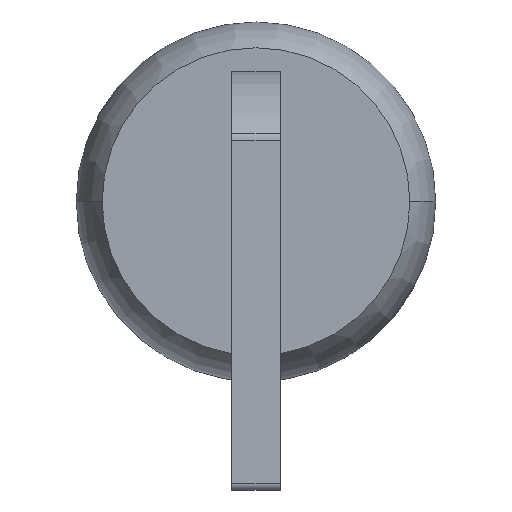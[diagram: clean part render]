
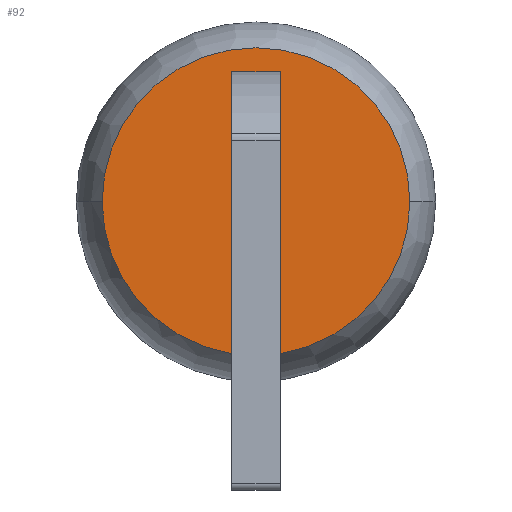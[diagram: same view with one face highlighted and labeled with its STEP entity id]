
A CAD part, top view. The second image highlights one B-rep face of the part: STEP entity #92.
In plain terms, the highlighted planar face has unit normal (0, 0, 1).
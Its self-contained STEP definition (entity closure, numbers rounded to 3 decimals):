
#92=ADVANCED_FACE('',(#186,#187),#188,.T.);
#186=FACE_BOUND('',#324,.T.);
#187=FACE_OUTER_BOUND('',#325,.T.);
#188=PLANE('',#326);
#324=EDGE_LOOP('',(#622,#623,#624,#625,#626,#627,#628,#629));
#325=EDGE_LOOP('',(#630,#631,#632));
#326=AXIS2_PLACEMENT_3D('',#633,#634,#635);
#622=ORIENTED_EDGE('',*,*,#1011,.T.);
#623=ORIENTED_EDGE('',*,*,#1029,.T.);
#624=ORIENTED_EDGE('',*,*,#1006,.T.);
#625=ORIENTED_EDGE('',*,*,#994,.T.);
#626=ORIENTED_EDGE('',*,*,#998,.T.);
#627=ORIENTED_EDGE('',*,*,#1001,.T.);
#628=ORIENTED_EDGE('',*,*,#1005,.T.);
#629=ORIENTED_EDGE('',*,*,#1028,.T.);
#630=ORIENTED_EDGE('',*,*,#960,.T.);
#631=ORIENTED_EDGE('',*,*,#1039,.T.);
#632=ORIENTED_EDGE('',*,*,#961,.T.);
#633=CARTESIAN_POINT('',(0.,6.398,11.0));
#634=DIRECTION('',(0.,0.,1.0));
#635=DIRECTION('',(0.,1.0,0.));
#960=EDGE_CURVE('',#1140,#1138,#1141,.T.);
#961=EDGE_CURVE('',#1132,#1140,#1142,.T.);
#994=EDGE_CURVE('',#1206,#1207,#1208,.T.);
#998=EDGE_CURVE('',#1207,#1213,#1214,.T.);
#1001=EDGE_CURVE('',#1213,#1218,#1219,.T.);
#1005=EDGE_CURVE('',#1218,#1222,#1224,.T.);
#1006=EDGE_CURVE('',#1225,#1206,#1226,.T.);
#1011=EDGE_CURVE('',#1228,#1233,#1235,.T.);
#1028=EDGE_CURVE('',#1222,#1228,#1260,.T.);
#1029=EDGE_CURVE('',#1233,#1225,#1261,.T.);
#1039=EDGE_CURVE('',#1138,#1132,#1275,.T.);
#1132=VERTEX_POINT('',#1424);
#1138=VERTEX_POINT('',#1430);
#1140=VERTEX_POINT('',#1432);
#1141=CIRCLE('',#1433,12.796);
#1142=CIRCLE('',#1434,12.796);
#1206=VERTEX_POINT('',#1514);
#1207=VERTEX_POINT('',#1515);
#1208=LINE('',#1516,#1517);
#1213=VERTEX_POINT('',#1523);
#1214=LINE('',#1524,#1525);
#1218=VERTEX_POINT('',#1530);
#1219=LINE('',#1531,#1532);
#1222=VERTEX_POINT('',#1536);
#1224=LINE('',#1538,#1539);
#1225=VERTEX_POINT('',#1540);
#1226=LINE('',#1541,#1542);
#1228=VERTEX_POINT('',#1544);
#1233=VERTEX_POINT('',#1550);
#1235=LINE('',#1552,#1553);
#1260=LINE('',#1586,#1587);
#1261=LINE('',#1588,#1589);
#1275=CIRCLE('',#1609,12.796);
#1424=CARTESIAN_POINT('',(12.796,0.,11.0));
#1430=CARTESIAN_POINT('',(-12.796,0.,11.0));
#1432=CARTESIAN_POINT('',(0.,12.796,11.0));
#1433=AXIS2_PLACEMENT_3D('',#1821,#1822,#1823);
#1434=AXIS2_PLACEMENT_3D('',#1824,#1825,#1826);
#1514=CARTESIAN_POINT('',(1.0,6.0,11.0));
#1515=CARTESIAN_POINT('',(1.0,-8.0,11.0));
#1516=CARTESIAN_POINT('',(1.0,3.199,11.0));
#1517=VECTOR('',#1891,1.0);
#1523=CARTESIAN_POINT('',(-1.,-8.0,11.0));
#1524=CARTESIAN_POINT('',(0.,-8.0,11.0));
#1525=VECTOR('',#1899,1.0);
#1530=CARTESIAN_POINT('',(-1.,6.0,11.0));
#1531=CARTESIAN_POINT('',(-1.,3.199,11.0));
#1532=VECTOR('',#1904,1.0);
#1536=CARTESIAN_POINT('',(-2.0,6.0,11.0));
#1538=CARTESIAN_POINT('',(-1.5,6.0,11.0));
#1539=VECTOR('',#1912,1.0);
#1540=CARTESIAN_POINT('',(2.0,6.0,11.0));
#1541=CARTESIAN_POINT('',(2.0,6.0,11.0));
#1542=VECTOR('',#1913,1.0);
#1544=CARTESIAN_POINT('',(-2.0,10.796,11.0));
#1550=CARTESIAN_POINT('',(2.0,10.796,11.0));
#1552=CARTESIAN_POINT('',(0.,10.796,11.0));
#1553=VECTOR('',#1924,1.0);
#1586=CARTESIAN_POINT('',(-2.0,0.484,11.0));
#1587=VECTOR('',#1957,1.0);
#1588=CARTESIAN_POINT('',(2.0,0.484,11.0));
#1589=VECTOR('',#1958,1.0);
#1609=AXIS2_PLACEMENT_3D('',#1974,#1975,#1976);
#1821=CARTESIAN_POINT('',(0.,0.0,11.0));
#1822=DIRECTION('',(0.,-0.0,1.0));
#1823=DIRECTION('',(0.0,1.0,0.0));
#1824=CARTESIAN_POINT('',(0.,0.0,11.0));
#1825=DIRECTION('',(0.,-0.0,1.0));
#1826=DIRECTION('',(0.0,1.0,0.0));
#1891=DIRECTION('',(0.,-1.0,0.));
#1899=DIRECTION('',(-1.0,0.0,0.));
#1904=DIRECTION('',(0.,1.0,0.));
#1912=DIRECTION('',(-1.0,0.0,0.));
#1913=DIRECTION('',(-1.0,0.0,0.));
#1924=DIRECTION('',(1.0,-0.0,0.));
#1957=DIRECTION('',(0.,1.0,0.));
#1958=DIRECTION('',(0.,-1.0,0.));
#1974=CARTESIAN_POINT('',(0.,0.0,11.0));
#1975=DIRECTION('',(0.,-0.0,1.0));
#1976=DIRECTION('',(0.0,1.0,0.0));
